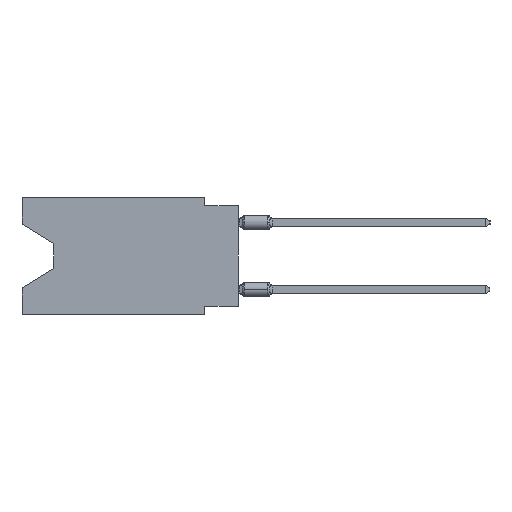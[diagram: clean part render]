
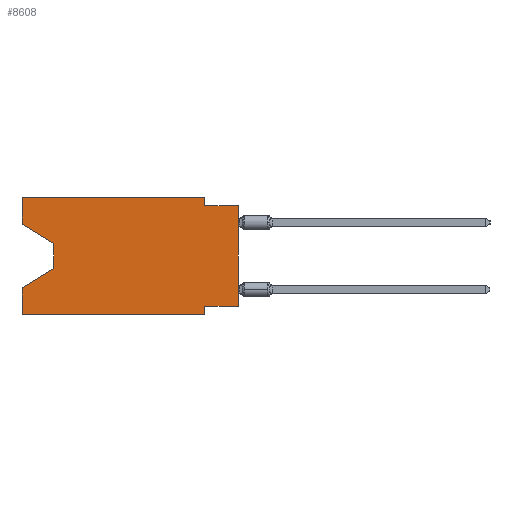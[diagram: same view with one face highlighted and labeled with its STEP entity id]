
A CAD part, left-side view. The second image highlights one B-rep face of the part: STEP entity #8608.
In plain terms, the highlighted planar face has unit normal (-1, 0, 0).
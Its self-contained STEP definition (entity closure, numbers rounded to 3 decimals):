
#255 = EDGE_CURVE ( 'NONE', #21145, #5115, #47492, .T. ) ;
#271 = ORIENTED_EDGE ( 'NONE', *, *, #52491, .F. ) ;
#1073 = ORIENTED_EDGE ( 'NONE', *, *, #56075, .T. ) ;
#1377 = DIRECTION ( 'NONE',  ( 1., 0., 0. ) ) ;
#2200 = CARTESIAN_POINT ( 'NONE',  ( 0., 16.383, -8.89 ) ) ;
#2227 = VERTEX_POINT ( 'NONE', #49156 ) ;
#2486 = CARTESIAN_POINT ( 'NONE',  ( 0., 0., -8.255 ) ) ;
#2539 = CARTESIAN_POINT ( 'NONE',  ( 0., 2.54, 0. ) ) ;
#3497 = LINE ( 'NONE', #11485, #15231 ) ;
#4159 = CARTESIAN_POINT ( 'NONE',  ( 0., 13.97, -3.505 ) ) ;
#4370 = LINE ( 'NONE', #51898, #13952 ) ;
#4486 = CARTESIAN_POINT ( 'NONE',  ( 0., 16.383, 0. ) ) ;
#4783 = EDGE_CURVE ( 'NONE', #2227, #27758, #33189, .T. ) ;
#5115 = VERTEX_POINT ( 'NONE', #23571 ) ;
#5640 = PLANE ( 'NONE',  #45825 ) ;
#7793 = EDGE_LOOP ( 'NONE', ( #23050, #1073, #37347, #33308, #39603, #25619, #23251, #34584, #44729, #271, #29706, #42416 ) ) ;
#7991 = LINE ( 'NONE', #25671, #46565 ) ;
#8481 = CARTESIAN_POINT ( 'NONE',  ( 0., 2.54, -8.89 ) ) ;
#8608 = ADVANCED_FACE ( 'NONE', ( #32106 ), #5640, .F. ) ;
#9948 = DIRECTION ( 'NONE',  ( 0., 0., -1. ) ) ;
#10378 = VERTEX_POINT ( 'NONE', #36312 ) ;
#10618 = CARTESIAN_POINT ( 'NONE',  ( 0., 16.383, 0. ) ) ;
#10886 = EDGE_CURVE ( 'NONE', #10378, #5115, #23864, .T. ) ;
#10909 = VECTOR ( 'NONE', #11572, 1000. ) ;
#11485 = CARTESIAN_POINT ( 'NONE',  ( 0., 16.383, -2.038 ) ) ;
#11572 = DIRECTION ( 'NONE',  ( 0., 0., 1. ) ) ;
#12156 = EDGE_CURVE ( 'NONE', #2227, #37759, #3497, .T. ) ;
#12835 = VECTOR ( 'NONE', #51198, 1000. ) ;
#13952 = VECTOR ( 'NONE', #51325, 1000. ) ;
#14845 = VECTOR ( 'NONE', #37764, 1000. ) ;
#14889 = CARTESIAN_POINT ( 'NONE',  ( 0., 0., -8.255 ) ) ;
#15134 = VECTOR ( 'NONE', #29230, 1000. ) ;
#15231 = VECTOR ( 'NONE', #50457, 1000. ) ;
#16521 = EDGE_CURVE ( 'NONE', #22929, #24486, #52007, .T. ) ;
#17340 = LINE ( 'NONE', #4486, #50404 ) ;
#19847 = CARTESIAN_POINT ( 'NONE',  ( 0., 13.97, -3.505 ) ) ;
#21145 = VERTEX_POINT ( 'NONE', #21366 ) ;
#21366 = CARTESIAN_POINT ( 'NONE',  ( 0., 2.54, -8.255 ) ) ;
#21595 = CARTESIAN_POINT ( 'NONE',  ( 0., 0., 0. ) ) ;
#22321 = CARTESIAN_POINT ( 'NONE',  ( 0., 0., -0.635 ) ) ;
#22763 = CARTESIAN_POINT ( 'NONE',  ( 0., 16.383, 0. ) ) ;
#22929 = VERTEX_POINT ( 'NONE', #14889 ) ;
#23050 = ORIENTED_EDGE ( 'NONE', *, *, #12156, .T. ) ;
#23251 = ORIENTED_EDGE ( 'NONE', *, *, #52222, .F. ) ;
#23571 = CARTESIAN_POINT ( 'NONE',  ( 0., 2.54, -8.89 ) ) ;
#23864 = LINE ( 'NONE', #2200, #15134 ) ;
#24486 = VERTEX_POINT ( 'NONE', #22321 ) ;
#25391 = DIRECTION ( 'NONE',  ( 0., -1., 0. ) ) ;
#25619 = ORIENTED_EDGE ( 'NONE', *, *, #255, .F. ) ;
#25671 = CARTESIAN_POINT ( 'NONE',  ( 0., 16.383, 0. ) ) ;
#27084 = EDGE_CURVE ( 'NONE', #46429, #33516, #46665, .T. ) ;
#27758 = VERTEX_POINT ( 'NONE', #10618 ) ;
#29026 = CARTESIAN_POINT ( 'NONE',  ( 0., 13.97, -5.385 ) ) ;
#29208 = DIRECTION ( 'NONE',  ( 0., 0., -1. ) ) ;
#29230 = DIRECTION ( 'NONE',  ( 0., -1., 0. ) ) ;
#29706 = ORIENTED_EDGE ( 'NONE', *, *, #36981, .F. ) ;
#30527 = VERTEX_POINT ( 'NONE', #51336 ) ;
#30933 = DIRECTION ( 'NONE',  ( 0., 0., -1. ) ) ;
#31809 = EDGE_CURVE ( 'NONE', #30527, #24486, #4370, .T. ) ;
#32032 = VERTEX_POINT ( 'NONE', #2539 ) ;
#32106 = FACE_OUTER_BOUND ( 'NONE', #7793, .T. ) ;
#33189 = LINE ( 'NONE', #50541, #10909 ) ;
#33308 = ORIENTED_EDGE ( 'NONE', *, *, #44449, .F. ) ;
#33516 = VERTEX_POINT ( 'NONE', #36276 ) ;
#34113 = DIRECTION ( 'NONE',  ( 0., 0., -1. ) ) ;
#34584 = ORIENTED_EDGE ( 'NONE', *, *, #16521, .T. ) ;
#34665 = DIRECTION ( 'NONE',  ( 0., 0., 1. ) ) ;
#34849 = VECTOR ( 'NONE', #30933, 1000. ) ;
#35438 = VECTOR ( 'NONE', #38633, 1000. ) ;
#36276 = CARTESIAN_POINT ( 'NONE',  ( 0., 16.383, -6.852 ) ) ;
#36312 = CARTESIAN_POINT ( 'NONE',  ( 0., 16.383, -8.89 ) ) ;
#36981 = EDGE_CURVE ( 'NONE', #27758, #32032, #7991, .T. ) ;
#37347 = ORIENTED_EDGE ( 'NONE', *, *, #27084, .T. ) ;
#37759 = VERTEX_POINT ( 'NONE', #19847 ) ;
#37764 = DIRECTION ( 'NONE',  ( 0., 1., 0. ) ) ;
#38633 = DIRECTION ( 'NONE',  ( 0., 0., 1. ) ) ;
#39603 = ORIENTED_EDGE ( 'NONE', *, *, #10886, .T. ) ;
#41489 = LINE ( 'NONE', #2486, #14845 ) ;
#42416 = ORIENTED_EDGE ( 'NONE', *, *, #4783, .F. ) ;
#43152 = LINE ( 'NONE', #4159, #44280 ) ;
#44280 = VECTOR ( 'NONE', #29208, 1000. ) ;
#44306 = CARTESIAN_POINT ( 'NONE',  ( 0., 2.54, 0. ) ) ;
#44449 = EDGE_CURVE ( 'NONE', #10378, #33516, #17340, .T. ) ;
#44729 = ORIENTED_EDGE ( 'NONE', *, *, #31809, .F. ) ;
#45825 = AXIS2_PLACEMENT_3D ( 'NONE', #22763, #1377, #9948 ) ;
#46429 = VERTEX_POINT ( 'NONE', #49407 ) ;
#46565 = VECTOR ( 'NONE', #25391, 1000. ) ;
#46665 = LINE ( 'NONE', #29026, #12835 ) ;
#47492 = LINE ( 'NONE', #8481, #47928 ) ;
#47928 = VECTOR ( 'NONE', #34113, 1000. ) ;
#48018 = LINE ( 'NONE', #44306, #34849 ) ;
#49156 = CARTESIAN_POINT ( 'NONE',  ( 0., 16.383, -2.038 ) ) ;
#49407 = CARTESIAN_POINT ( 'NONE',  ( 0., 13.97, -5.385 ) ) ;
#50404 = VECTOR ( 'NONE', #34665, 1000. ) ;
#50457 = DIRECTION ( 'NONE',  ( 0., -0.855, -0.519 ) ) ;
#50541 = CARTESIAN_POINT ( 'NONE',  ( 0., 16.383, 0. ) ) ;
#51198 = DIRECTION ( 'NONE',  ( 0., 0.855, -0.519 ) ) ;
#51325 = DIRECTION ( 'NONE',  ( 0., -1., 0. ) ) ;
#51336 = CARTESIAN_POINT ( 'NONE',  ( 0., 2.54, -0.635 ) ) ;
#51898 = CARTESIAN_POINT ( 'NONE',  ( 0., 0., -0.635 ) ) ;
#52007 = LINE ( 'NONE', #21595, #35438 ) ;
#52222 = EDGE_CURVE ( 'NONE', #22929, #21145, #41489, .T. ) ;
#52491 = EDGE_CURVE ( 'NONE', #32032, #30527, #48018, .T. ) ;
#56075 = EDGE_CURVE ( 'NONE', #37759, #46429, #43152, .T. ) ;
